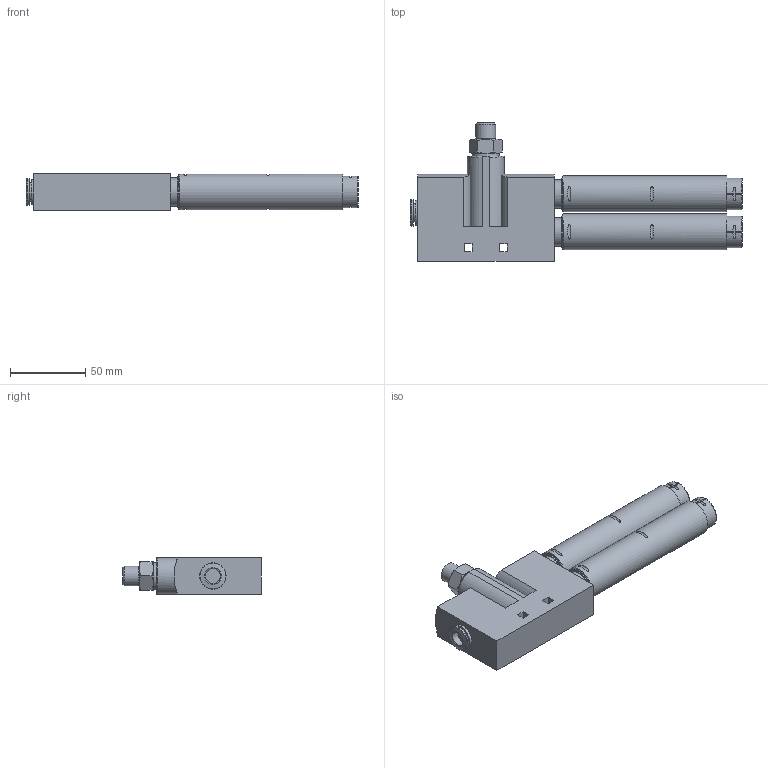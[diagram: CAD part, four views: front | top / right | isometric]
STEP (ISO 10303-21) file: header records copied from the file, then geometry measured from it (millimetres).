
FILE_DESCRIPTION(/* description */ ('STEP AP214'),/* implementation_level */ '2;1');
FILE_NAME(/* name */ '526136_VN-30-L-T6-PQ4-VA5-RO2',/* time_stamp */ '2024-09-17T01:18:11+02:00',/* author */ ('License CC BY-ND 4.0'),/* organization */ ('CADENAS'),/* preprocessor_version */ 'ST-DEVELOPER v19.3',/* originating_system */ 'PARTsolutions',/* authorisation */ ' ');
FILE_SCHEMA (('AUTOMOTIVE_DESIGN {1 0 10303 214 3 1 1}'));
Length unit declared in the file: millimetre
Products named in the file (1): 526136 VN-30-L-T6-PQ4-VA5-RO2
Bounding box: 221 x 92.1 x 24 mm (x, y, z)
Volume: 237834.5 mm3; surface area: 41400.2 mm2
Topology: 1 solids, 1 shells, 125 faces, 290 edges, 187 vertices
Faces by surface type: plane 64, cylinder 37, cone 15, torus 9
Full cylindrical faces by diameter (mm): 8 x1, 10 x1, 12 x1, 13.157 x1, 16.5 x1, 17.5 x1, 18 x1, 18.9 x2, 21 x2, 23.8 x2
Entity records: 4694 total; most frequent: CARTESIAN_POINT 1114, DIRECTION 534, ORIENTED_EDGE 520, EDGE_CURVE 260, AXIS2_PLACEMENT_3D 212, VERTEX_POINT 182, EDGE_LOOP 174, FACE_BOUND 174
